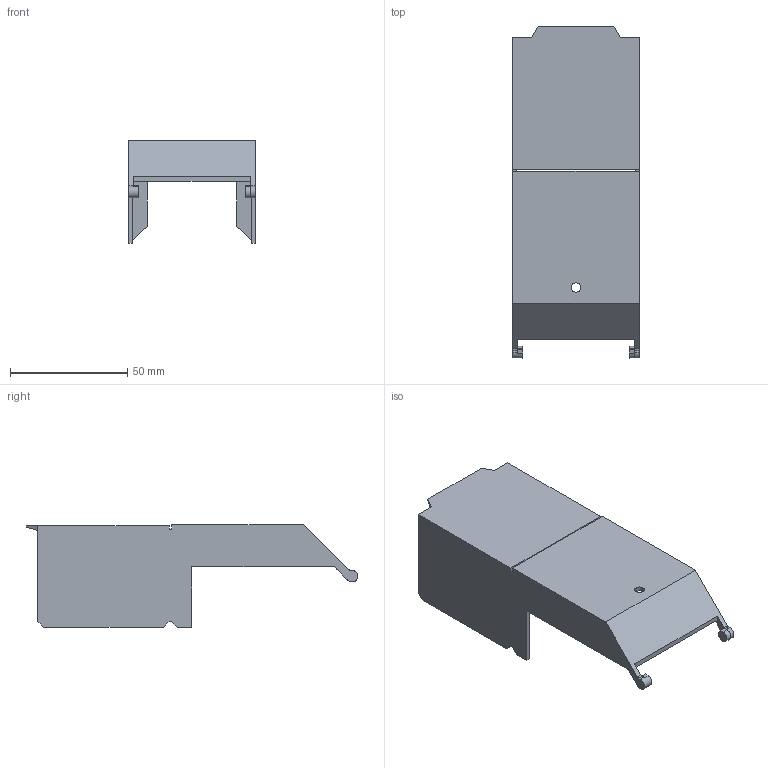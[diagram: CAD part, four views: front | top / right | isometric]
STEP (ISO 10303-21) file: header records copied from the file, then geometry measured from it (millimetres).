
FILE_DESCRIPTION(('CATIA V5 STEP Exchange','CAx-IF Rec.Pracs.--- Model Styling and Organization---1.4--- 2014-01-23'),'2;1');
FILE_NAME ('D1450250_0', '2020-02-18T09:13:35+00:00', ('none'), ('Weidmueller'), 'CATIA Version 5-6 Release 2016 SP3 HF44', 'CATIA V5 STEP AP214', 'none');
FILE_SCHEMA(('AUTOMOTIVE_DESIGN { 1 0 10303 214 1 1 1 1 }'));
Length unit declared in the file: millimetre
Products named in the file (1): 1248980000_WAH_185-300_SW
Bounding box: 54 x 141.47 x 43.9 mm (x, y, z)
Volume: 24249.2 mm3; surface area: 31735 mm2
Topology: 1 solids, 1 shells, 69 faces, 247 edges, 178 vertices
Faces by surface type: plane 58, cylinder 11
Entity records: 2554 total; most frequent: ORIENTED_EDGE 494, CARTESIAN_POINT 474, DIRECTION 337, EDGE_CURVE 247, VECTOR 216, LINE 216, VERTEX_POINT 178, AXIS2_PLACEMENT_3D 76
